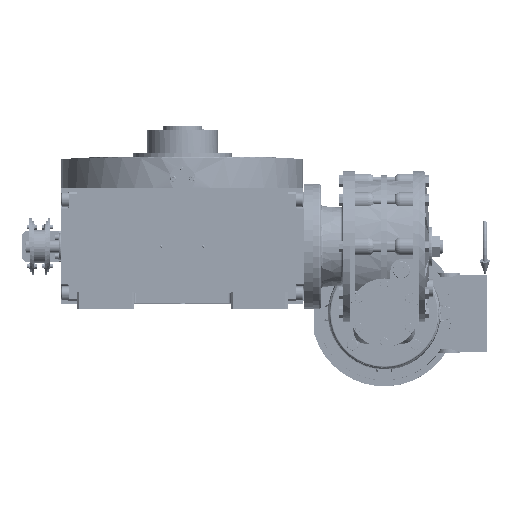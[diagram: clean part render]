
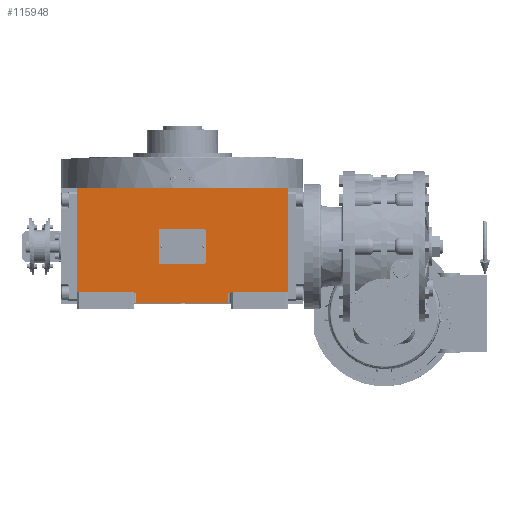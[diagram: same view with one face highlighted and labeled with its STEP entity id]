
A CAD part, top view. The second image highlights one B-rep face of the part: STEP entity #115948.
In plain terms, the highlighted planar face has unit normal (0, 0, 1).
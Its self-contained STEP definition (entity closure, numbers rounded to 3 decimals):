
#792 = ORIENTED_EDGE ( 'NONE', *, *, #79246, .T. ) ;
#2475 = EDGE_CURVE ( 'NONE', #30916, #46465, #106972, .T. ) ;
#4217 = VERTEX_POINT ( 'NONE', #30683 ) ;
#4787 = DIRECTION ( 'NONE',  ( 0., 0., 1. ) ) ;
#5198 = CARTESIAN_POINT ( 'NONE',  ( -135., -59., 226. ) ) ;
#8330 = LINE ( 'NONE', #21648, #153414 ) ;
#8443 = EDGE_CURVE ( 'NONE', #130587, #46465, #8330, .T. ) ;
#9774 = VECTOR ( 'NONE', #16437, 1000. ) ;
#16014 = EDGE_CURVE ( 'NONE', #4217, #83612, #111531, .T. ) ;
#16437 = DIRECTION ( 'NONE',  ( 1., 0., 0. ) ) ;
#17028 = CARTESIAN_POINT ( 'NONE',  ( -135., -59., 226. ) ) ;
#18928 = CARTESIAN_POINT ( 'NONE',  ( -135., -59., 226. ) ) ;
#21648 = CARTESIAN_POINT ( 'NONE',  ( 59., -59., 226. ) ) ;
#21683 = VECTOR ( 'NONE', #175244, 1000. ) ;
#22491 = DIRECTION ( 'NONE',  ( 1., 0., 0. ) ) ;
#24679 = ORIENTED_EDGE ( 'NONE', *, *, #92318, .F. ) ;
#30649 = ORIENTED_EDGE ( 'NONE', *, *, #87952, .T. ) ;
#30683 = CARTESIAN_POINT ( 'NONE',  ( 135., -59., 226. ) ) ;
#30916 = VERTEX_POINT ( 'NONE', #67054 ) ;
#33827 = LINE ( 'NONE', #60507, #166355 ) ;
#40424 = VECTOR ( 'NONE', #111658, 1000. ) ;
#41895 = DIRECTION ( 'NONE',  ( 0., 1., 0. ) ) ;
#44701 = LINE ( 'NONE', #18928, #125420 ) ;
#46465 = VERTEX_POINT ( 'NONE', #113140 ) ;
#56409 = CARTESIAN_POINT ( 'NONE',  ( 135., -59., 226. ) ) ;
#59578 = ORIENTED_EDGE ( 'NONE', *, *, #8443, .F. ) ;
#60507 = CARTESIAN_POINT ( 'NONE',  ( -135., 75., 226. ) ) ;
#66713 = VERTEX_POINT ( 'NONE', #93580 ) ;
#66943 = CARTESIAN_POINT ( 'NONE',  ( -59., -73., 226. ) ) ;
#67054 = CARTESIAN_POINT ( 'NONE',  ( -59., -73., 226. ) ) ;
#74425 = EDGE_CURVE ( 'NONE', #89588, #160471, #127209, .T. ) ;
#79246 = EDGE_CURVE ( 'NONE', #130587, #4217, #138186, .T. ) ;
#81265 = EDGE_CURVE ( 'NONE', #160471, #83612, #33827, .T. ) ;
#83612 = VERTEX_POINT ( 'NONE', #175225 ) ;
#84560 = ORIENTED_EDGE ( 'NONE', *, *, #16014, .T. ) ;
#87952 = EDGE_CURVE ( 'NONE', #89588, #66713, #44701, .T. ) ;
#89588 = VERTEX_POINT ( 'NONE', #5198 ) ;
#92318 = EDGE_CURVE ( 'NONE', #30916, #66713, #124107, .T. ) ;
#93580 = CARTESIAN_POINT ( 'NONE',  ( -59., -59., 226. ) ) ;
#96886 = CARTESIAN_POINT ( 'NONE',  ( 59., -59., 226. ) ) ;
#106972 = LINE ( 'NONE', #66943, #21683 ) ;
#107875 = VECTOR ( 'NONE', #41895, 1000. ) ;
#110640 = DIRECTION ( 'NONE',  ( 0., 1., 0. ) ) ;
#111531 = LINE ( 'NONE', #56409, #121922 ) ;
#111658 = DIRECTION ( 'NONE',  ( 0., 1., 0. ) ) ;
#111724 = EDGE_LOOP ( 'NONE', ( #135188, #59578, #792, #84560, #116014, #140394, #30649, #24679 ) ) ;
#113140 = CARTESIAN_POINT ( 'NONE',  ( 59., -73., 226. ) ) ;
#115948 = ADVANCED_FACE ( 'NONE', ( #141579 ), #127434, .T. ) ;
#116014 = ORIENTED_EDGE ( 'NONE', *, *, #81265, .F. ) ;
#118733 = AXIS2_PLACEMENT_3D ( 'NONE', #157497, #4787, #22491 ) ;
#121922 = VECTOR ( 'NONE', #110640, 1000. ) ;
#124107 = LINE ( 'NONE', #140022, #40424 ) ;
#125420 = VECTOR ( 'NONE', #169872, 1000. ) ;
#126392 = CARTESIAN_POINT ( 'NONE',  ( -135., 75., 226. ) ) ;
#127209 = LINE ( 'NONE', #17028, #107875 ) ;
#127434 = PLANE ( 'NONE',  #118733 ) ;
#130587 = VERTEX_POINT ( 'NONE', #96886 ) ;
#135188 = ORIENTED_EDGE ( 'NONE', *, *, #2475, .T. ) ;
#138186 = LINE ( 'NONE', #152351, #9774 ) ;
#140022 = CARTESIAN_POINT ( 'NONE',  ( -59., -73., 226. ) ) ;
#140394 = ORIENTED_EDGE ( 'NONE', *, *, #74425, .F. ) ;
#141579 = FACE_OUTER_BOUND ( 'NONE', #111724, .T. ) ;
#152351 = CARTESIAN_POINT ( 'NONE',  ( 59., -59., 226. ) ) ;
#153414 = VECTOR ( 'NONE', #155789, 1000. ) ;
#155789 = DIRECTION ( 'NONE',  ( 0., -1., 0. ) ) ;
#157497 = CARTESIAN_POINT ( 'NONE',  ( -135., -73., 226. ) ) ;
#160471 = VERTEX_POINT ( 'NONE', #126392 ) ;
#166355 = VECTOR ( 'NONE', #168827, 1000. ) ;
#168827 = DIRECTION ( 'NONE',  ( 1., 0., 0. ) ) ;
#169872 = DIRECTION ( 'NONE',  ( 1., 0., 0. ) ) ;
#175225 = CARTESIAN_POINT ( 'NONE',  ( 135., 75., 226. ) ) ;
#175244 = DIRECTION ( 'NONE',  ( 1., 0., 0. ) ) ;
